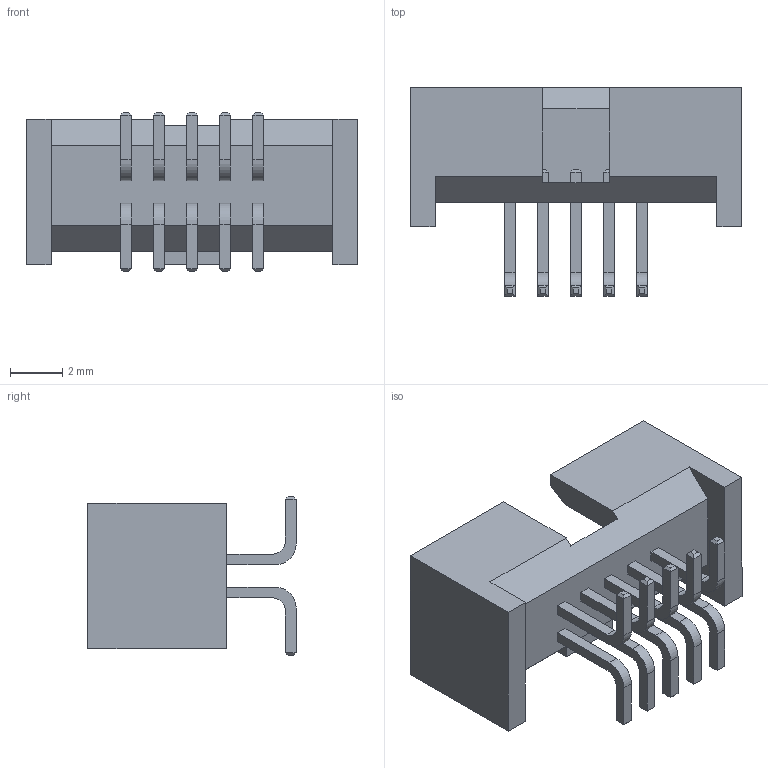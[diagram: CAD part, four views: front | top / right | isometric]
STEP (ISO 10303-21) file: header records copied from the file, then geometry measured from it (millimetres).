
FILE_DESCRIPTION (( 'STEP AP214' ), '1' );
FILE_NAME ('SHF-105-01-L-D-SM.STEP', '2022-12-05T19:09:10', ( '' ), ( '' ), 'SwSTEP 2.0', 'SolidWorks 2022', '' );
FILE_SCHEMA (( 'AUTOMOTIVE_DESIGN' ));
Length unit declared in the file: millimetre
Products named in the file (1): SHF-105-01-L-D-SM
Bounding box: 12.7 x 8 x 6.1 mm (x, y, z)
Volume: 145.3 mm3; surface area: 498.2 mm2
Topology: 1 solids, 1 shells, 253 faces, 607 edges, 376 vertices
Faces by surface type: plane 233, cylinder 20
Entity records: 9567 total; most frequent: CARTESIAN_POINT 1237, ORIENTED_EDGE 1214, DIRECTION 1155, EDGE_CURVE 607, LINE 567, VECTOR 567, VERTEX_POINT 376, AXIS2_PLACEMENT_3D 294
